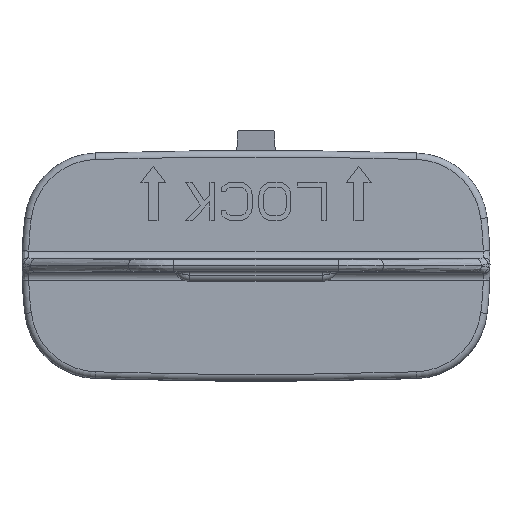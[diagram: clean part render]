
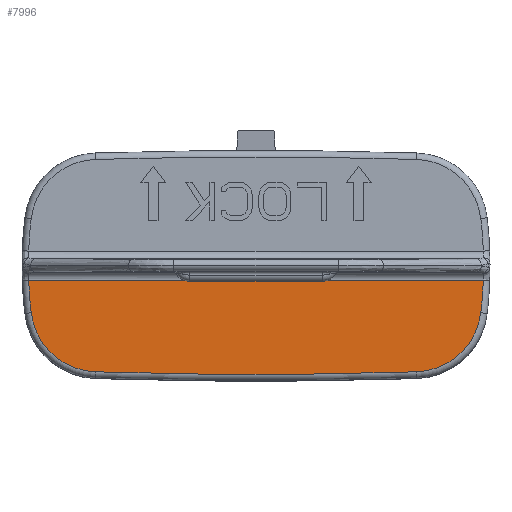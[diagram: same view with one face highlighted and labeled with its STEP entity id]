
A CAD part, top view. The second image highlights one B-rep face of the part: STEP entity #7996.
In plain terms, the highlighted planar face has unit normal (0, 0, 1).
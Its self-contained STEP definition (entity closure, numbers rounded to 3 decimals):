
#743=CARTESIAN_POINT('',(13.51,0.,-0.25));
#744=DIRECTION('',(0.,0.,1.));
#745=DIRECTION('',(-0.999,-0.036,0.));
#746=AXIS2_PLACEMENT_3D('',#743,#744,#745);
#748=DIRECTION('',(1.,0.,0.));
#749=VECTOR('',#748,35.395);
#750=CARTESIAN_POINT('',(-17.698,-1.132,
-0.25));
#751=LINE('',#750,#749);
#752=CARTESIAN_POINT('',(-13.51,0.,-0.25));
#753=DIRECTION('',(0.,0.,1.));
#754=DIRECTION('',(0.993,-0.117,0.));
#755=AXIS2_PLACEMENT_3D('',#752,#753,#754);
#757=CARTESIAN_POINT('',(12.318,-3.051,-0.25));
#758=DIRECTION('',(0.,0.,1.));
#759=DIRECTION('',(0.032,-0.999,0.));
#760=AXIS2_PLACEMENT_3D('',#757,#758,#759);
#762=CARTESIAN_POINT('',(0.,383.172,-0.25));
#763=DIRECTION('',(0.,0.,1.));
#764=DIRECTION('',(-0.032,-0.999,0.));
#765=AXIS2_PLACEMENT_3D('',#762,#763,#764);
#767=CARTESIAN_POINT('',(-12.318,-3.051,-0.25));
#768=DIRECTION('',(0.,0.,1.));
#769=DIRECTION('',(-0.993,-0.117,0.));
#770=AXIS2_PLACEMENT_3D('',#767,#768,#769);
#6969=CARTESIAN_POINT('',(-17.698,-1.132,-0.25));
#6970=CARTESIAN_POINT('',(-17.502,-3.664,-0.25));
#6971=VERTEX_POINT('',#6969);
#6972=VERTEX_POINT('',#6970);
#6977=CARTESIAN_POINT('',(-12.484,-8.269,-0.25));
#6978=VERTEX_POINT('',#6977);
#6981=CARTESIAN_POINT('',(12.484,-8.269,-0.25));
#6982=VERTEX_POINT('',#6981);
#6985=CARTESIAN_POINT('',(17.502,-3.664,-0.25));
#6986=VERTEX_POINT('',#6985);
#6989=CARTESIAN_POINT('',(17.698,-1.132,-0.25));
#6990=VERTEX_POINT('',#6989);
#7978=CARTESIAN_POINT('',(24.382,-0.45,-0.25));
#7979=DIRECTION('',(0.,0.,-1.));
#7980=DIRECTION('',(0.,-1.,0.));
#7981=AXIS2_PLACEMENT_3D('',#7978,#7979,#7980);
#7982=PLANE('',#7981);
#7984=ORIENTED_EDGE('',*,*,#7983,.F.);
#7986=ORIENTED_EDGE('',*,*,#7985,.T.);
#7988=ORIENTED_EDGE('',*,*,#7987,.F.);
#7990=ORIENTED_EDGE('',*,*,#7989,.F.);
#7991=ORIENTED_EDGE('',*,*,#7968,.F.);
#7993=ORIENTED_EDGE('',*,*,#7992,.F.);
#7994=EDGE_LOOP('',(#7984,#7986,#7988,#7990,#7991,#7993));
#7995=FACE_OUTER_BOUND('',#7994,.F.);
#7996=ADVANCED_FACE('',(#7995),#7982,.F.);
#747=CIRCLE('',#746,31.228);
#756=CIRCLE('',#755,31.228);
#761=CIRCLE('',#760,5.22);
#766=CIRCLE('',#765,391.64);
#771=CIRCLE('',#770,5.22);
#7968=EDGE_CURVE('',#6978,#6982,#766,.T.);
#7983=EDGE_CURVE('',#6971,#6972,#747,.T.);
#7985=EDGE_CURVE('',#6971,#6990,#751,.T.);
#7987=EDGE_CURVE('',#6986,#6990,#756,.T.);
#7989=EDGE_CURVE('',#6982,#6986,#761,.T.);
#7992=EDGE_CURVE('',#6972,#6978,#771,.T.);
